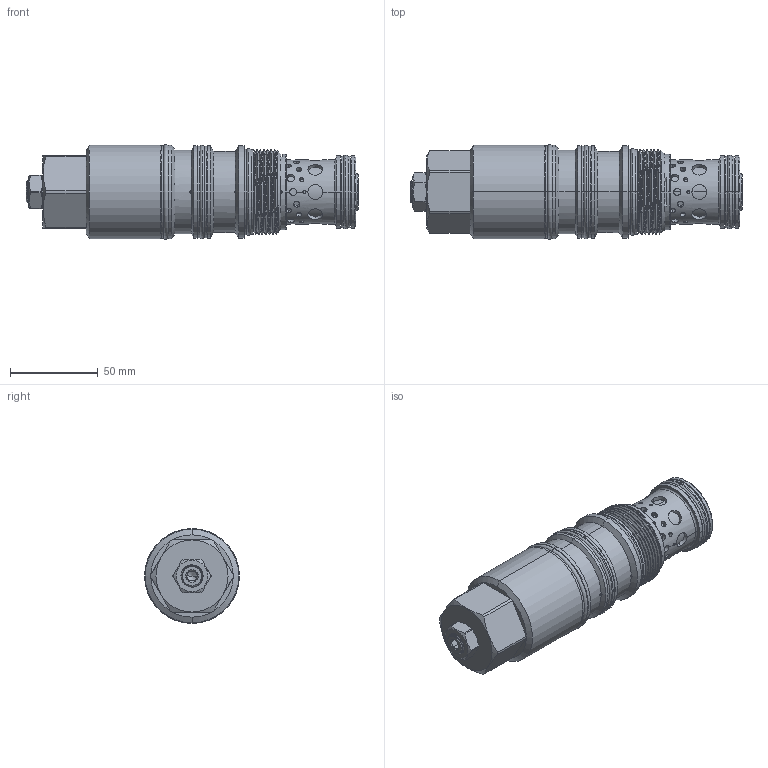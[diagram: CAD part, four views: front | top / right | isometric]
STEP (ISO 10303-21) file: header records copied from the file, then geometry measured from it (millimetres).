
FILE_DESCRIPTION (( 'STEP AP203' ), '1' );
FILE_NAME ('MW24A4A(4C)(4D)-L.STEP', '2016-06-07T06:20:41', ( '' ), ( '' ), 'SwSTEP 2.0', 'SolidWorks 2012', '' );
FILE_SCHEMA (( 'CONFIG_CONTROL_DESIGN' ));
Length unit declared in the file: millimetre
Products named in the file (1): MW24A4A(4C)(4D)-L
Bounding box: 188.7 x 53.84 x 53.84 mm (x, y, z)
Volume: 299485.3 mm3; surface area: 52146.2 mm2
Topology: 7 solids, 7 shells, 424 faces, 966 edges, 602 vertices
Faces by surface type: cylinder 249, plane 76, cone 58, torus 32, bspline 9
Entity records: 20000 total; most frequent: CARTESIAN_POINT 10771, ORIENTED_EDGE 1928, DIRECTION 1832, EDGE_CURVE 964, AXIS2_PLACEMENT_3D 758, VERTEX_POINT 602, EDGE_LOOP 490, FACE_OUTER_BOUND 424
